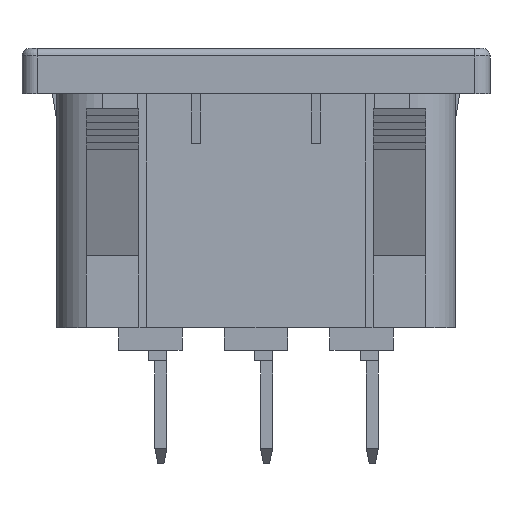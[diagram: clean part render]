
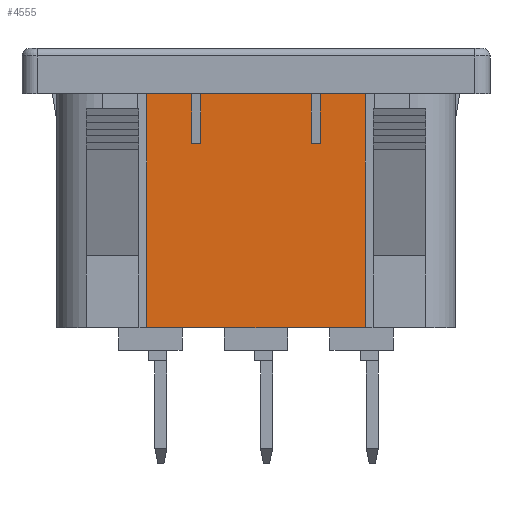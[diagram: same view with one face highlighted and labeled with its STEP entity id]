
A CAD part, front view. The second image highlights one B-rep face of the part: STEP entity #4555.
In plain terms, the highlighted planar face has unit normal (0, -1, 0).
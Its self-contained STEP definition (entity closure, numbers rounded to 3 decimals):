
#3947 = VERTEX_POINT ( 'NONE', #7431 ) ;
#4051 = EDGE_CURVE ( 'NONE', #3947, #4052, #7784, .T. ) ;
#4052 = VERTEX_POINT ( 'NONE', #7751 ) ;
#4083 = VERTEX_POINT ( 'NONE', #7728 ) ;
#4269 = VERTEX_POINT ( 'NONE', #8104 ) ;
#4281 = VERTEX_POINT ( 'NONE', #8153 ) ;
#4283 = VERTEX_POINT ( 'NONE', #8148 ) ;
#4313 = VERTEX_POINT ( 'NONE', #8315 ) ;
#4314 = EDGE_CURVE ( 'NONE', #4313, #4269, #8314, .T. ) ;
#4319 = VERTEX_POINT ( 'NONE', #8305 ) ;
#4352 = EDGE_CURVE ( 'NONE', #4319, #4083, #8191, .T. ) ;
#4418 = EDGE_CURVE ( 'NONE', #4283, #4281, #8460, .T. ) ;
#4461 = VERTEX_POINT ( 'NONE', #8582 ) ;
#4462 = EDGE_CURVE ( 'NONE', #4319, #4463, #8605, .T. ) ;
#4463 = VERTEX_POINT ( 'NONE', #8599 ) ;
#4494 = EDGE_CURVE ( 'NONE', #4463, #4461, #8685, .T. ) ;
#4496 = ORIENTED_EDGE ( 'NONE', *, *, #4314, .T. ) ;
#4497 = EDGE_LOOP ( 'NONE', ( #4581, #4559, #4551, #4550, #4556, #4549, #4496, #4553, #4502, #4548, #4580, #4498 ) ) ;
#4498 = ORIENTED_EDGE ( 'NONE', *, *, #4557, .T. ) ;
#4502 = ORIENTED_EDGE ( 'NONE', *, *, #4515, .T. ) ;
#4511 = EDGE_CURVE ( 'NONE', #4269, #4512, #8708, .T. ) ;
#4512 = VERTEX_POINT ( 'NONE', #8699 ) ;
#4515 = EDGE_CURVE ( 'NONE', #4512, #4554, #8689, .T. ) ;
#4548 = ORIENTED_EDGE ( 'NONE', *, *, #4560, .F. ) ;
#4549 = ORIENTED_EDGE ( 'NONE', *, *, #4584, .T. ) ;
#4550 = ORIENTED_EDGE ( 'NONE', *, *, #4552, .F. ) ;
#4551 = ORIENTED_EDGE ( 'NONE', *, *, #4352, .T. ) ;
#4552 = EDGE_CURVE ( 'NONE', #4052, #4083, #8744, .T. ) ;
#4553 = ORIENTED_EDGE ( 'NONE', *, *, #4511, .T. ) ;
#4554 = VERTEX_POINT ( 'NONE', #8780 ) ;
#4555 = ADVANCED_FACE ( 'NONE', ( #8779 ), #8856, .F. ) ;
#4556 = ORIENTED_EDGE ( 'NONE', *, *, #4051, .F. ) ;
#4557 = EDGE_CURVE ( 'NONE', #4281, #4461, #8850, .T. ) ;
#4559 = ORIENTED_EDGE ( 'NONE', *, *, #4462, .F. ) ;
#4560 = EDGE_CURVE ( 'NONE', #4283, #4554, #8892, .T. ) ;
#4580 = ORIENTED_EDGE ( 'NONE', *, *, #4418, .T. ) ;
#4581 = ORIENTED_EDGE ( 'NONE', *, *, #4494, .F. ) ;
#4584 = EDGE_CURVE ( 'NONE', #3947, #4313, #12274, .T. ) ;
#7431 = CARTESIAN_POINT ( 'NONE',  ( 7.25, -9.6, -18.5 ) ) ;
#7728 = CARTESIAN_POINT ( 'NONE',  ( -7.25, -9.6, -3. ) ) ;
#7751 = CARTESIAN_POINT ( 'NONE',  ( -7.25, -9.6, -18.5 ) ) ;
#7781 = DIRECTION ( 'NONE',  ( -1., 0., 0. ) ) ;
#7782 = VECTOR ( 'NONE', #7781, 1000. ) ;
#7783 = CARTESIAN_POINT ( 'NONE',  ( 7.25, -9.6, -18.5 ) ) ;
#7784 = LINE ( 'NONE', #7783, #7782 ) ;
#8104 = CARTESIAN_POINT ( 'NONE',  ( 4.25, -9.6, -3. ) ) ;
#8148 = CARTESIAN_POINT ( 'NONE',  ( 3.65, -9.6, -3. ) ) ;
#8153 = CARTESIAN_POINT ( 'NONE',  ( -3.65, -9.6, -3. ) ) ;
#8188 = DIRECTION ( 'NONE',  ( -1., 0., 0. ) ) ;
#8189 = VECTOR ( 'NONE', #8188, 1000. ) ;
#8190 = CARTESIAN_POINT ( 'NONE',  ( 7.25, -9.6, -3. ) ) ;
#8191 = LINE ( 'NONE', #8190, #8189 ) ;
#8305 = CARTESIAN_POINT ( 'NONE',  ( -4.25, -9.6, -3. ) ) ;
#8311 = DIRECTION ( 'NONE',  ( -1., 0., 0. ) ) ;
#8312 = VECTOR ( 'NONE', #8311, 1000. ) ;
#8313 = CARTESIAN_POINT ( 'NONE',  ( 7.25, -9.6, -3. ) ) ;
#8314 = LINE ( 'NONE', #8313, #8312 ) ;
#8315 = CARTESIAN_POINT ( 'NONE',  ( 7.25, -9.6, -3. ) ) ;
#8457 = DIRECTION ( 'NONE',  ( -1., 0., 0. ) ) ;
#8458 = VECTOR ( 'NONE', #8457, 1000. ) ;
#8459 = CARTESIAN_POINT ( 'NONE',  ( 7.25, -9.6, -3. ) ) ;
#8460 = LINE ( 'NONE', #8459, #8458 ) ;
#8582 = CARTESIAN_POINT ( 'NONE',  ( -3.65, -9.6, -6.3 ) ) ;
#8599 = CARTESIAN_POINT ( 'NONE',  ( -4.25, -9.6, -6.3 ) ) ;
#8600 = DIRECTION ( 'NONE',  ( 0., 0., -1. ) ) ;
#8601 = VECTOR ( 'NONE', #8600, 1000. ) ;
#8602 = CARTESIAN_POINT ( 'NONE',  ( -4.25, -9.6, -6.3 ) ) ;
#8605 = LINE ( 'NONE', #8602, #8601 ) ;
#8674 = DIRECTION ( 'NONE',  ( 1., 0., 0. ) ) ;
#8675 = VECTOR ( 'NONE', #8674, 1000. ) ;
#8684 = CARTESIAN_POINT ( 'NONE',  ( -4.25, -9.6, -6.3 ) ) ;
#8685 = LINE ( 'NONE', #8684, #8675 ) ;
#8688 = CARTESIAN_POINT ( 'NONE',  ( 4.25, -9.6, -6.3 ) ) ;
#8689 = LINE ( 'NONE', #8688, #8704 ) ;
#8695 = CARTESIAN_POINT ( 'NONE',  ( 4.25, -9.6, -6.3 ) ) ;
#8696 = VECTOR ( 'NONE', #8700, 1000. ) ;
#8699 = CARTESIAN_POINT ( 'NONE',  ( 4.25, -9.6, -6.3 ) ) ;
#8700 = DIRECTION ( 'NONE',  ( 0., 0., -1. ) ) ;
#8703 = DIRECTION ( 'NONE',  ( -1., 0., 0. ) ) ;
#8704 = VECTOR ( 'NONE', #8703, 1000. ) ;
#8708 = LINE ( 'NONE', #8695, #8696 ) ;
#8737 = DIRECTION ( 'NONE',  ( 0., 0., 1. ) ) ;
#8738 = VECTOR ( 'NONE', #8737, 1000. ) ;
#8739 = CARTESIAN_POINT ( 'NONE',  ( -7.25, -9.6, -16.7 ) ) ;
#8744 = LINE ( 'NONE', #8739, #8738 ) ;
#8779 = FACE_OUTER_BOUND ( 'NONE', #4497, .T. ) ;
#8780 = CARTESIAN_POINT ( 'NONE',  ( 3.65, -9.6, -6.3 ) ) ;
#8847 = DIRECTION ( 'NONE',  ( 0., 0., -1. ) ) ;
#8848 = VECTOR ( 'NONE', #8847, 1000. ) ;
#8849 = CARTESIAN_POINT ( 'NONE',  ( -3.65, -9.6, -6.3 ) ) ;
#8850 = LINE ( 'NONE', #8849, #8848 ) ;
#8852 = DIRECTION ( 'NONE',  ( 0., 0., 1. ) ) ;
#8853 = DIRECTION ( 'NONE',  ( 0., 1., 0. ) ) ;
#8854 = CARTESIAN_POINT ( 'NONE',  ( 7.25, -9.6, -16.7 ) ) ;
#8855 = AXIS2_PLACEMENT_3D ( 'NONE', #8854, #8853, #8852 ) ;
#8856 = PLANE ( 'NONE',  #8855 ) ;
#8891 = CARTESIAN_POINT ( 'NONE',  ( 3.65, -9.6, -6.3 ) ) ;
#8892 = LINE ( 'NONE', #8891, #8904 ) ;
#8903 = DIRECTION ( 'NONE',  ( 0., 0., -1. ) ) ;
#8904 = VECTOR ( 'NONE', #8903, 1000. ) ;
#12271 = VECTOR ( 'NONE', #12272, 1000. ) ;
#12272 = DIRECTION ( 'NONE',  ( 0., 0., 1. ) ) ;
#12273 = CARTESIAN_POINT ( 'NONE',  ( 7.25, -9.6, -16.7 ) ) ;
#12274 = LINE ( 'NONE', #12273, #12271 ) ;
